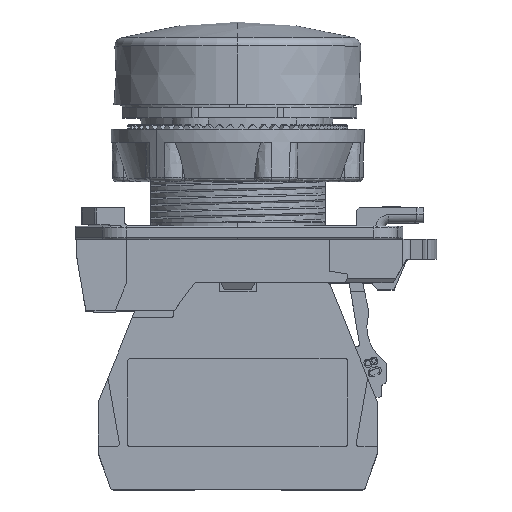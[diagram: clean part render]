
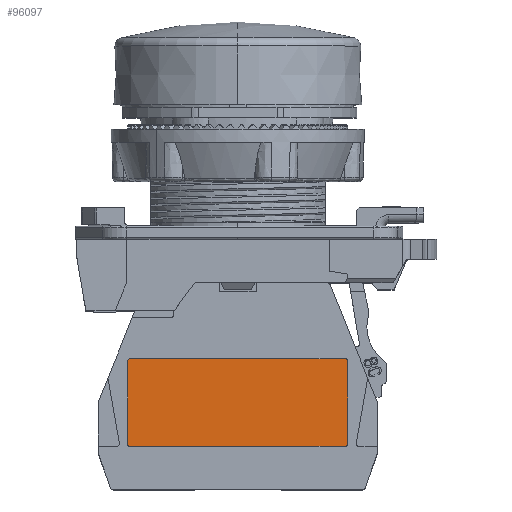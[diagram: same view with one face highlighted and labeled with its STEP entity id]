
A CAD part, top view. The second image highlights one B-rep face of the part: STEP entity #96097.
In plain terms, the highlighted face is planar.
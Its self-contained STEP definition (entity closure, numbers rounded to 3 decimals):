
#54264=CARTESIAN_POINT('',(-12.4,14.8,-4.75));
#54265=DIRECTION('',(0.,0.,-1.));
#54266=DIRECTION('',(-1.,0.,0.));
#54267=AXIS2_PLACEMENT_3D('',#54264,#54265,#54266);
#54269=DIRECTION('',(0.,1.,0.));
#54270=VECTOR('',#54269,9.6);
#54271=CARTESIAN_POINT('',(-12.6,5.2,-4.75));
#54272=LINE('',#54271,#54270);
#54273=CARTESIAN_POINT('',(-12.4,5.2,-4.75));
#54274=DIRECTION('',(0.,0.,-1.));
#54275=DIRECTION('',(0.,-1.,0.));
#54276=AXIS2_PLACEMENT_3D('',#54273,#54274,#54275);
#54278=DIRECTION('',(-1.,0.,0.));
#54279=VECTOR('',#54278,24.8);
#54280=CARTESIAN_POINT('',(12.4,5.,-4.75));
#54281=LINE('',#54280,#54279);
#54282=CARTESIAN_POINT('',(12.4,5.2,-4.75));
#54283=DIRECTION('',(0.,0.,-1.));
#54284=DIRECTION('',(1.,0.,0.));
#54285=AXIS2_PLACEMENT_3D('',#54282,#54283,#54284);
#54287=DIRECTION('',(0.,-1.,0.));
#54288=VECTOR('',#54287,9.6);
#54289=CARTESIAN_POINT('',(12.6,14.8,-4.75));
#54290=LINE('',#54289,#54288);
#54291=CARTESIAN_POINT('',(12.4,14.8,-4.75));
#54292=DIRECTION('',(0.,0.,-1.));
#54293=DIRECTION('',(0.,1.,0.));
#54294=AXIS2_PLACEMENT_3D('',#54291,#54292,#54293);
#54296=DIRECTION('',(1.,0.,0.));
#54297=VECTOR('',#54296,24.8);
#54298=CARTESIAN_POINT('',(-12.4,15.,-4.75));
#54299=LINE('',#54298,#54297);
#59191=CARTESIAN_POINT('',(-12.6,14.8,-4.75));
#59192=CARTESIAN_POINT('',(-12.4,15.,-4.75));
#59193=VERTEX_POINT('',#59191);
#59194=VERTEX_POINT('',#59192);
#59199=CARTESIAN_POINT('',(-12.4,5.,-4.75));
#59200=CARTESIAN_POINT('',(-12.6,5.2,-4.75));
#59201=VERTEX_POINT('',#59199);
#59202=VERTEX_POINT('',#59200);
#59207=CARTESIAN_POINT('',(12.6,5.2,-4.75));
#59208=CARTESIAN_POINT('',(12.4,5.,-4.75));
#59209=VERTEX_POINT('',#59207);
#59210=VERTEX_POINT('',#59208);
#59215=CARTESIAN_POINT('',(12.4,15.,-4.75));
#59216=CARTESIAN_POINT('',(12.6,14.8,-4.75));
#59217=VERTEX_POINT('',#59215);
#59218=VERTEX_POINT('',#59216);
#96076=CARTESIAN_POINT('',(0.,0.,-4.75));
#96077=DIRECTION('',(0.,0.,-1.));
#96078=DIRECTION('',(-1.,0.,0.));
#96079=AXIS2_PLACEMENT_3D('',#96076,#96077,#96078);
#96080=PLANE('',#96079);
#96082=ORIENTED_EDGE('',*,*,#96081,.F.);
#96084=ORIENTED_EDGE('',*,*,#96083,.F.);
#96085=ORIENTED_EDGE('',*,*,#96060,.F.);
#96086=ORIENTED_EDGE('',*,*,#96043,.F.);
#96088=ORIENTED_EDGE('',*,*,#96087,.F.);
#96090=ORIENTED_EDGE('',*,*,#96089,.F.);
#96092=ORIENTED_EDGE('',*,*,#96091,.F.);
#96094=ORIENTED_EDGE('',*,*,#96093,.F.);
#96095=EDGE_LOOP('',(#96082,#96084,#96085,#96086,#96088,#96090,#96092,#96094));
#96096=FACE_OUTER_BOUND('',#96095,.F.);
#54268=CIRCLE('',#54267,0.2);
#54277=CIRCLE('',#54276,0.2);
#54286=CIRCLE('',#54285,0.2);
#54295=CIRCLE('',#54294,0.2);
#96043=EDGE_CURVE('',#59210,#59201,#54281,.T.);
#96060=EDGE_CURVE('',#59201,#59202,#54277,.T.);
#96081=EDGE_CURVE('',#59193,#59194,#54268,.T.);
#96083=EDGE_CURVE('',#59202,#59193,#54272,.T.);
#96087=EDGE_CURVE('',#59209,#59210,#54286,.T.);
#96089=EDGE_CURVE('',#59218,#59209,#54290,.T.);
#96091=EDGE_CURVE('',#59217,#59218,#54295,.T.);
#96093=EDGE_CURVE('',#59194,#59217,#54299,.T.);
#96097=ADVANCED_FACE('',(#96096),#96080,.T.);
